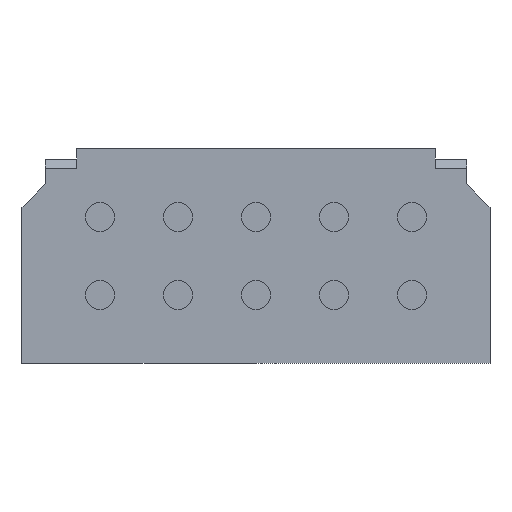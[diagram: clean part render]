
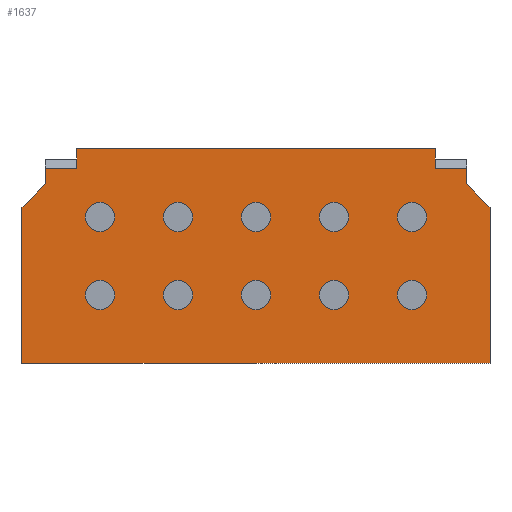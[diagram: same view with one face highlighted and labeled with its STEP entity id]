
A CAD part, front view. The second image highlights one B-rep face of the part: STEP entity #1637.
In plain terms, the highlighted planar face has unit normal (0, -1, 0).
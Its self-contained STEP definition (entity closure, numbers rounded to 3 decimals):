
#2=DIRECTION('',(-0.707,0.,0.707));
#3=VECTOR('',#2,0.849);
#4=CARTESIAN_POINT('',(6.,0.,1.25));
#5=LINE('',#4,#3);
#6=DIRECTION('',(0.,0.,-1.));
#7=VECTOR('',#6,4.);
#8=CARTESIAN_POINT('',(6.,0.,1.25));
#9=LINE('',#8,#7);
#10=DIRECTION('',(-1.,0.,0.));
#11=VECTOR('',#10,12.);
#12=CARTESIAN_POINT('',(6.,0.,-2.75));
#13=LINE('',#12,#11);
#14=DIRECTION('',(0.,0.,1.));
#15=VECTOR('',#14,4.);
#16=CARTESIAN_POINT('',(-6.,0.,-2.75));
#17=LINE('',#16,#15);
#18=DIRECTION('',(-0.707,0.,-0.707));
#19=VECTOR('',#18,0.849);
#20=CARTESIAN_POINT('',(-5.4,0.,1.85));
#21=LINE('',#20,#19);
#22=DIRECTION('',(0.,0.,1.));
#23=VECTOR('',#22,0.4);
#24=CARTESIAN_POINT('',(-5.4,0.,1.85));
#25=LINE('',#24,#23);
#26=DIRECTION('',(1.,0.,0.));
#27=VECTOR('',#26,0.8);
#28=CARTESIAN_POINT('',(-5.4,0.,2.25));
#29=LINE('',#28,#27);
#30=DIRECTION('',(0.,0.,-1.));
#31=VECTOR('',#30,0.5);
#32=CARTESIAN_POINT('',(-4.6,0.,2.75));
#33=LINE('',#32,#31);
#34=DIRECTION('',(1.,0.,0.));
#35=VECTOR('',#34,9.2);
#36=CARTESIAN_POINT('',(-4.6,0.,2.75));
#37=LINE('',#36,#35);
#38=DIRECTION('',(0.,0.,-1.));
#39=VECTOR('',#38,0.5);
#40=CARTESIAN_POINT('',(4.6,0.,2.75));
#41=LINE('',#40,#39);
#42=DIRECTION('',(1.,0.,0.));
#43=VECTOR('',#42,0.8);
#44=CARTESIAN_POINT('',(4.6,0.,2.25));
#45=LINE('',#44,#43);
#46=DIRECTION('',(0.,0.,-1.));
#47=VECTOR('',#46,0.4);
#48=CARTESIAN_POINT('',(5.4,0.,2.25));
#49=LINE('',#48,#47);
#50=CARTESIAN_POINT('',(-4.,0.,-1.));
#51=DIRECTION('',(0.,-1.,0.));
#52=DIRECTION('',(1.,0.,0.));
#53=AXIS2_PLACEMENT_3D('',#50,#51,#52);
#55=CARTESIAN_POINT('',(-4.,0.,-1.));
#56=DIRECTION('',(0.,-1.,0.));
#57=DIRECTION('',(-1.,0.,0.));
#58=AXIS2_PLACEMENT_3D('',#55,#56,#57);
#60=CARTESIAN_POINT('',(-2.,0.,-1.));
#61=DIRECTION('',(0.,-1.,0.));
#62=DIRECTION('',(1.,0.,0.));
#63=AXIS2_PLACEMENT_3D('',#60,#61,#62);
#65=CARTESIAN_POINT('',(-2.,0.,-1.));
#66=DIRECTION('',(0.,-1.,0.));
#67=DIRECTION('',(-1.,0.,0.));
#68=AXIS2_PLACEMENT_3D('',#65,#66,#67);
#70=CARTESIAN_POINT('',(0.,0.,-1.));
#71=DIRECTION('',(0.,-1.,0.));
#72=DIRECTION('',(1.,0.,0.));
#73=AXIS2_PLACEMENT_3D('',#70,#71,#72);
#75=CARTESIAN_POINT('',(0.,0.,-1.));
#76=DIRECTION('',(0.,-1.,0.));
#77=DIRECTION('',(-1.,0.,0.));
#78=AXIS2_PLACEMENT_3D('',#75,#76,#77);
#80=CARTESIAN_POINT('',(2.,0.,-1.));
#81=DIRECTION('',(0.,-1.,0.));
#82=DIRECTION('',(1.,0.,0.));
#83=AXIS2_PLACEMENT_3D('',#80,#81,#82);
#85=CARTESIAN_POINT('',(2.,0.,-1.));
#86=DIRECTION('',(0.,-1.,0.));
#87=DIRECTION('',(-1.,0.,0.));
#88=AXIS2_PLACEMENT_3D('',#85,#86,#87);
#90=CARTESIAN_POINT('',(4.,0.,-1.));
#91=DIRECTION('',(0.,-1.,0.));
#92=DIRECTION('',(1.,0.,0.));
#93=AXIS2_PLACEMENT_3D('',#90,#91,#92);
#95=CARTESIAN_POINT('',(4.,0.,-1.));
#96=DIRECTION('',(0.,-1.,0.));
#97=DIRECTION('',(-1.,0.,0.));
#98=AXIS2_PLACEMENT_3D('',#95,#96,#97);
#100=CARTESIAN_POINT('',(-4.,0.,1.));
#101=DIRECTION('',(0.,-1.,0.));
#102=DIRECTION('',(1.,0.,0.));
#103=AXIS2_PLACEMENT_3D('',#100,#101,#102);
#105=CARTESIAN_POINT('',(-4.,0.,1.));
#106=DIRECTION('',(0.,-1.,0.));
#107=DIRECTION('',(-1.,0.,0.));
#108=AXIS2_PLACEMENT_3D('',#105,#106,#107);
#110=CARTESIAN_POINT('',(-2.,0.,1.));
#111=DIRECTION('',(0.,-1.,0.));
#112=DIRECTION('',(1.,0.,0.));
#113=AXIS2_PLACEMENT_3D('',#110,#111,#112);
#115=CARTESIAN_POINT('',(-2.,0.,1.));
#116=DIRECTION('',(0.,-1.,0.));
#117=DIRECTION('',(-1.,0.,0.));
#118=AXIS2_PLACEMENT_3D('',#115,#116,#117);
#120=CARTESIAN_POINT('',(0.,0.,1.));
#121=DIRECTION('',(0.,-1.,0.));
#122=DIRECTION('',(1.,0.,0.));
#123=AXIS2_PLACEMENT_3D('',#120,#121,#122);
#125=CARTESIAN_POINT('',(0.,0.,1.));
#126=DIRECTION('',(0.,-1.,0.));
#127=DIRECTION('',(-1.,0.,0.));
#128=AXIS2_PLACEMENT_3D('',#125,#126,#127);
#130=CARTESIAN_POINT('',(2.,0.,1.));
#131=DIRECTION('',(0.,-1.,0.));
#132=DIRECTION('',(1.,0.,0.));
#133=AXIS2_PLACEMENT_3D('',#130,#131,#132);
#135=CARTESIAN_POINT('',(2.,0.,1.));
#136=DIRECTION('',(0.,-1.,0.));
#137=DIRECTION('',(-1.,0.,0.));
#138=AXIS2_PLACEMENT_3D('',#135,#136,#137);
#140=CARTESIAN_POINT('',(4.,0.,1.));
#141=DIRECTION('',(0.,-1.,0.));
#142=DIRECTION('',(1.,0.,0.));
#143=AXIS2_PLACEMENT_3D('',#140,#141,#142);
#145=CARTESIAN_POINT('',(4.,0.,1.));
#146=DIRECTION('',(0.,-1.,0.));
#147=DIRECTION('',(-1.,0.,0.));
#148=AXIS2_PLACEMENT_3D('',#145,#146,#147);
#1186=CARTESIAN_POINT('',(6.,0.,-2.75));
#1187=CARTESIAN_POINT('',(-6.,0.,-2.75));
#1188=VERTEX_POINT('',#1186);
#1189=VERTEX_POINT('',#1187);
#1198=CARTESIAN_POINT('',(4.6,0.,2.75));
#1199=CARTESIAN_POINT('',(4.6,0.,2.25));
#1200=VERTEX_POINT('',#1198);
#1201=VERTEX_POINT('',#1199);
#1202=CARTESIAN_POINT('',(5.4,0.,2.25));
#1203=VERTEX_POINT('',#1202);
#1204=CARTESIAN_POINT('',(-5.4,0.,2.25));
#1205=CARTESIAN_POINT('',(-4.6,0.,2.25));
#1206=VERTEX_POINT('',#1204);
#1207=VERTEX_POINT('',#1205);
#1208=CARTESIAN_POINT('',(-4.6,0.,2.75));
#1209=VERTEX_POINT('',#1208);
#1244=CARTESIAN_POINT('',(6.,0.,1.25));
#1245=CARTESIAN_POINT('',(5.4,0.,1.85));
#1246=VERTEX_POINT('',#1244);
#1247=VERTEX_POINT('',#1245);
#1256=CARTESIAN_POINT('',(-5.4,0.,1.85));
#1257=VERTEX_POINT('',#1256);
#1258=CARTESIAN_POINT('',(-6.,0.,1.25));
#1259=VERTEX_POINT('',#1258);
#1400=CARTESIAN_POINT('',(-3.625,0.,-1.));
#1401=CARTESIAN_POINT('',(-4.375,0.,-1.));
#1402=VERTEX_POINT('',#1400);
#1403=VERTEX_POINT('',#1401);
#1408=CARTESIAN_POINT('',(-1.625,0.,-1.));
#1409=CARTESIAN_POINT('',(-2.375,0.,-1.));
#1410=VERTEX_POINT('',#1408);
#1411=VERTEX_POINT('',#1409);
#1416=CARTESIAN_POINT('',(0.375,0.,-1.));
#1417=CARTESIAN_POINT('',(-0.375,0.,-1.));
#1418=VERTEX_POINT('',#1416);
#1419=VERTEX_POINT('',#1417);
#1424=CARTESIAN_POINT('',(-3.625,0.,1.));
#1425=CARTESIAN_POINT('',(-4.375,0.,1.));
#1426=VERTEX_POINT('',#1424);
#1427=VERTEX_POINT('',#1425);
#1432=CARTESIAN_POINT('',(-1.625,0.,1.));
#1433=CARTESIAN_POINT('',(-2.375,0.,1.));
#1434=VERTEX_POINT('',#1432);
#1435=VERTEX_POINT('',#1433);
#1440=CARTESIAN_POINT('',(0.375,0.,1.));
#1441=CARTESIAN_POINT('',(-0.375,0.,1.));
#1442=VERTEX_POINT('',#1440);
#1443=VERTEX_POINT('',#1441);
#1518=CARTESIAN_POINT('',(2.375,0.,-1.));
#1519=CARTESIAN_POINT('',(1.625,0.,-1.));
#1520=VERTEX_POINT('',#1518);
#1521=VERTEX_POINT('',#1519);
#1526=CARTESIAN_POINT('',(4.375,0.,-1.));
#1527=CARTESIAN_POINT('',(3.625,0.,-1.));
#1528=VERTEX_POINT('',#1526);
#1529=VERTEX_POINT('',#1527);
#1534=CARTESIAN_POINT('',(2.375,0.,1.));
#1535=CARTESIAN_POINT('',(1.625,0.,1.));
#1536=VERTEX_POINT('',#1534);
#1537=VERTEX_POINT('',#1535);
#1542=CARTESIAN_POINT('',(4.375,0.,1.));
#1543=CARTESIAN_POINT('',(3.625,0.,1.));
#1544=VERTEX_POINT('',#1542);
#1545=VERTEX_POINT('',#1543);
#1546=CARTESIAN_POINT('',(0.,0.,0.));
#1547=DIRECTION('',(0.,1.,0.));
#1548=DIRECTION('',(1.,0.,0.));
#1549=AXIS2_PLACEMENT_3D('',#1546,#1547,#1548);
#1550=PLANE('',#1549);
#1552=ORIENTED_EDGE('',*,*,#1551,.F.);
#1554=ORIENTED_EDGE('',*,*,#1553,.T.);
#1556=ORIENTED_EDGE('',*,*,#1555,.T.);
#1558=ORIENTED_EDGE('',*,*,#1557,.T.);
#1560=ORIENTED_EDGE('',*,*,#1559,.F.);
#1562=ORIENTED_EDGE('',*,*,#1561,.T.);
#1564=ORIENTED_EDGE('',*,*,#1563,.T.);
#1566=ORIENTED_EDGE('',*,*,#1565,.F.);
#1568=ORIENTED_EDGE('',*,*,#1567,.T.);
#1570=ORIENTED_EDGE('',*,*,#1569,.T.);
#1572=ORIENTED_EDGE('',*,*,#1571,.T.);
#1574=ORIENTED_EDGE('',*,*,#1573,.T.);
#1575=EDGE_LOOP('',(#1552,#1554,#1556,#1558,#1560,#1562,#1564,#1566,#1568,#1570,
#1572,#1574));
#1576=FACE_OUTER_BOUND('',#1575,.F.);
#1578=ORIENTED_EDGE('',*,*,#1577,.T.);
#1580=ORIENTED_EDGE('',*,*,#1579,.T.);
#1581=EDGE_LOOP('',(#1578,#1580));
#1582=FACE_BOUND('',#1581,.F.);
#1584=ORIENTED_EDGE('',*,*,#1583,.T.);
#1586=ORIENTED_EDGE('',*,*,#1585,.T.);
#1587=EDGE_LOOP('',(#1584,#1586));
#1588=FACE_BOUND('',#1587,.F.);
#1590=ORIENTED_EDGE('',*,*,#1589,.T.);
#1592=ORIENTED_EDGE('',*,*,#1591,.T.);
#1593=EDGE_LOOP('',(#1590,#1592));
#1594=FACE_BOUND('',#1593,.F.);
#1596=ORIENTED_EDGE('',*,*,#1595,.T.);
#1598=ORIENTED_EDGE('',*,*,#1597,.T.);
#1599=EDGE_LOOP('',(#1596,#1598));
#1600=FACE_BOUND('',#1599,.F.);
#1602=ORIENTED_EDGE('',*,*,#1601,.T.);
#1604=ORIENTED_EDGE('',*,*,#1603,.T.);
#1605=EDGE_LOOP('',(#1602,#1604));
#1606=FACE_BOUND('',#1605,.F.);
#1608=ORIENTED_EDGE('',*,*,#1607,.T.);
#1610=ORIENTED_EDGE('',*,*,#1609,.T.);
#1611=EDGE_LOOP('',(#1608,#1610));
#1612=FACE_BOUND('',#1611,.F.);
#1614=ORIENTED_EDGE('',*,*,#1613,.T.);
#1616=ORIENTED_EDGE('',*,*,#1615,.T.);
#1617=EDGE_LOOP('',(#1614,#1616));
#1618=FACE_BOUND('',#1617,.F.);
#1620=ORIENTED_EDGE('',*,*,#1619,.T.);
#1622=ORIENTED_EDGE('',*,*,#1621,.T.);
#1623=EDGE_LOOP('',(#1620,#1622));
#1624=FACE_BOUND('',#1623,.F.);
#1626=ORIENTED_EDGE('',*,*,#1625,.T.);
#1628=ORIENTED_EDGE('',*,*,#1627,.T.);
#1629=EDGE_LOOP('',(#1626,#1628));
#1630=FACE_BOUND('',#1629,.F.);
#1632=ORIENTED_EDGE('',*,*,#1631,.T.);
#1634=ORIENTED_EDGE('',*,*,#1633,.T.);
#1635=EDGE_LOOP('',(#1632,#1634));
#1636=FACE_BOUND('',#1635,.F.);
#54=CIRCLE('',#53,0.375);
#59=CIRCLE('',#58,0.375);
#64=CIRCLE('',#63,0.375);
#69=CIRCLE('',#68,0.375);
#74=CIRCLE('',#73,0.375);
#79=CIRCLE('',#78,0.375);
#84=CIRCLE('',#83,0.375);
#89=CIRCLE('',#88,0.375);
#94=CIRCLE('',#93,0.375);
#99=CIRCLE('',#98,0.375);
#104=CIRCLE('',#103,0.375);
#109=CIRCLE('',#108,0.375);
#114=CIRCLE('',#113,0.375);
#119=CIRCLE('',#118,0.375);
#124=CIRCLE('',#123,0.375);
#129=CIRCLE('',#128,0.375);
#134=CIRCLE('',#133,0.375);
#139=CIRCLE('',#138,0.375);
#144=CIRCLE('',#143,0.375);
#149=CIRCLE('',#148,0.375);
#1551=EDGE_CURVE('',#1246,#1247,#5,.T.);
#1553=EDGE_CURVE('',#1246,#1188,#9,.T.);
#1555=EDGE_CURVE('',#1188,#1189,#13,.T.);
#1557=EDGE_CURVE('',#1189,#1259,#17,.T.);
#1559=EDGE_CURVE('',#1257,#1259,#21,.T.);
#1561=EDGE_CURVE('',#1257,#1206,#25,.T.);
#1563=EDGE_CURVE('',#1206,#1207,#29,.T.);
#1565=EDGE_CURVE('',#1209,#1207,#33,.T.);
#1567=EDGE_CURVE('',#1209,#1200,#37,.T.);
#1569=EDGE_CURVE('',#1200,#1201,#41,.T.);
#1571=EDGE_CURVE('',#1201,#1203,#45,.T.);
#1573=EDGE_CURVE('',#1203,#1247,#49,.T.);
#1577=EDGE_CURVE('',#1402,#1403,#54,.T.);
#1579=EDGE_CURVE('',#1403,#1402,#59,.T.);
#1583=EDGE_CURVE('',#1410,#1411,#64,.T.);
#1585=EDGE_CURVE('',#1411,#1410,#69,.T.);
#1589=EDGE_CURVE('',#1418,#1419,#74,.T.);
#1591=EDGE_CURVE('',#1419,#1418,#79,.T.);
#1595=EDGE_CURVE('',#1520,#1521,#84,.T.);
#1597=EDGE_CURVE('',#1521,#1520,#89,.T.);
#1601=EDGE_CURVE('',#1528,#1529,#94,.T.);
#1603=EDGE_CURVE('',#1529,#1528,#99,.T.);
#1607=EDGE_CURVE('',#1426,#1427,#104,.T.);
#1609=EDGE_CURVE('',#1427,#1426,#109,.T.);
#1613=EDGE_CURVE('',#1434,#1435,#114,.T.);
#1615=EDGE_CURVE('',#1435,#1434,#119,.T.);
#1619=EDGE_CURVE('',#1442,#1443,#124,.T.);
#1621=EDGE_CURVE('',#1443,#1442,#129,.T.);
#1625=EDGE_CURVE('',#1536,#1537,#134,.T.);
#1627=EDGE_CURVE('',#1537,#1536,#139,.T.);
#1631=EDGE_CURVE('',#1544,#1545,#144,.T.);
#1633=EDGE_CURVE('',#1545,#1544,#149,.T.);
#1637=ADVANCED_FACE('',(#1576,#1582,#1588,#1594,#1600,#1606,#1612,#1618,#1624,
#1630,#1636),#1550,.F.);
